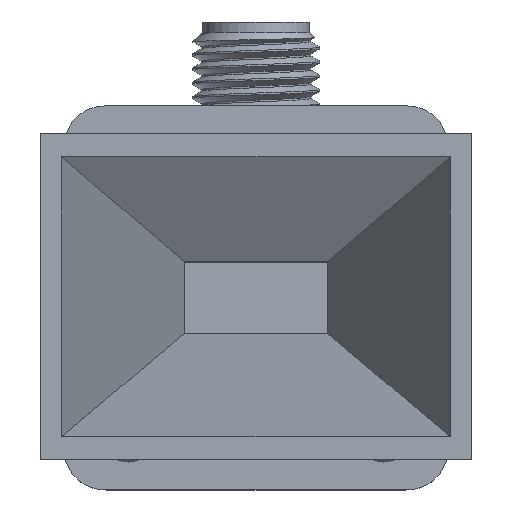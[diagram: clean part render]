
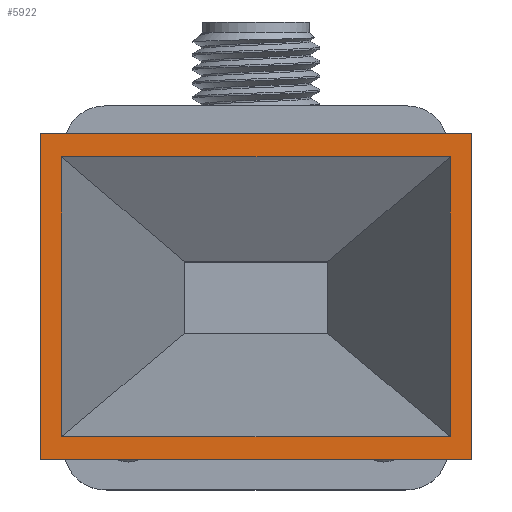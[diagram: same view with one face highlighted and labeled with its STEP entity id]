
A CAD part, top view. The second image highlights one B-rep face of the part: STEP entity #5922.
In plain terms, the highlighted planar face has unit normal (0, 0, 1).
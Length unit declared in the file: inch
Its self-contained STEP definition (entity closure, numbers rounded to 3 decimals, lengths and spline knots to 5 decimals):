
#101 = DIRECTION ( 'NONE',  ( 0., -1., 0. ) ) ;
#275 = VECTOR ( 'NONE', #101, 39.37008 ) ;
#278 = DIRECTION ( 'NONE',  ( 0., 1., 0. ) ) ;
#407 = LINE ( 'NONE', #1545, #5124 ) ;
#450 = FACE_OUTER_BOUND ( 'NONE', #1924, .T. ) ;
#467 = CARTESIAN_POINT ( 'NONE',  ( -0.33439, 0.42165, 2.8085 ) ) ;
#556 = DIRECTION ( 'NONE',  ( 0., -1., 0. ) ) ;
#694 = CARTESIAN_POINT ( 'NONE',  ( 0.31864, 0.42165, 2.8085 ) ) ;
#752 = VECTOR ( 'NONE', #278, 39.37008 ) ;
#774 = VECTOR ( 'NONE', #871, 39.37008 ) ;
#792 = VERTEX_POINT ( 'NONE', #6908 ) ;
#871 = DIRECTION ( 'NONE',  ( 0., 1., 0. ) ) ;
#1041 = PLANE ( 'NONE',  #3586 ) ;
#1118 = CARTESIAN_POINT ( 'NONE',  ( 0.27362, 0.37992, 2.8085 ) ) ;
#1240 = VERTEX_POINT ( 'NONE', #2543 ) ;
#1322 = ORIENTED_EDGE ( 'NONE', *, *, #5620, .T. ) ;
#1545 = CARTESIAN_POINT ( 'NONE',  ( 0., -0.37992, 2.8085 ) ) ;
#1682 = CARTESIAN_POINT ( 'NONE',  ( -0.31864, -0.42165, 2.8085 ) ) ;
#1694 = VECTOR ( 'NONE', #5300, 39.37008 ) ;
#1730 = VERTEX_POINT ( 'NONE', #4174 ) ;
#1758 = LINE ( 'NONE', #3133, #752 ) ;
#1880 = CARTESIAN_POINT ( 'NONE',  ( 0., -0.42165, 2.8085 ) ) ;
#1924 = EDGE_LOOP ( 'NONE', ( #6140, #6781, #5175, #3854 ) ) ;
#2059 = LINE ( 'NONE', #4330, #774 ) ;
#2098 = LINE ( 'NONE', #467, #4539 ) ;
#2150 = ORIENTED_EDGE ( 'NONE', *, *, #6502, .T. ) ;
#2154 = EDGE_CURVE ( 'NONE', #792, #4591, #3319, .T. ) ;
#2173 = DIRECTION ( 'NONE',  ( -1., 0., 0. ) ) ;
#2207 = CARTESIAN_POINT ( 'NONE',  ( 0., 0.37992, 2.8085 ) ) ;
#2543 = CARTESIAN_POINT ( 'NONE',  ( 0.27362, -0.37992, 2.8085 ) ) ;
#3133 = CARTESIAN_POINT ( 'NONE',  ( 0.31864, 0., 2.8085 ) ) ;
#3319 = LINE ( 'NONE', #2207, #4393 ) ;
#3496 = VERTEX_POINT ( 'NONE', #1682 ) ;
#3586 = AXIS2_PLACEMENT_3D ( 'NONE', #5045, #5649, #556 ) ;
#3826 = DIRECTION ( 'NONE',  ( -1., 0., 0. ) ) ;
#3836 = ORIENTED_EDGE ( 'NONE', *, *, #6680, .T. ) ;
#3854 = ORIENTED_EDGE ( 'NONE', *, *, #5428, .T. ) ;
#4174 = CARTESIAN_POINT ( 'NONE',  ( -0.31864, 0.42165, 2.8085 ) ) ;
#4330 = CARTESIAN_POINT ( 'NONE',  ( -0.27362, 0., 2.8085 ) ) ;
#4393 = VECTOR ( 'NONE', #6194, 39.37008 ) ;
#4539 = VECTOR ( 'NONE', #2173, 39.37008 ) ;
#4591 = VERTEX_POINT ( 'NONE', #1118 ) ;
#4665 = CARTESIAN_POINT ( 'NONE',  ( 0.27362, 0., 2.8085 ) ) ;
#4832 = EDGE_CURVE ( 'NONE', #1730, #3496, #5755, .T. ) ;
#4849 = ORIENTED_EDGE ( 'NONE', *, *, #2154, .T. ) ;
#4923 = EDGE_LOOP ( 'NONE', ( #1322, #3836, #4849, #2150 ) ) ;
#4936 = VECTOR ( 'NONE', #5188, 39.37008 ) ;
#4977 = VERTEX_POINT ( 'NONE', #694 ) ;
#5045 = CARTESIAN_POINT ( 'NONE',  ( 0., 0., 2.8085 ) ) ;
#5124 = VECTOR ( 'NONE', #3826, 39.37008 ) ;
#5175 = ORIENTED_EDGE ( 'NONE', *, *, #6542, .T. ) ;
#5188 = DIRECTION ( 'NONE',  ( 0., -1., 0. ) ) ;
#5300 = DIRECTION ( 'NONE',  ( 1., 0., 0. ) ) ;
#5428 = EDGE_CURVE ( 'NONE', #4977, #1730, #2098, .T. ) ;
#5620 = EDGE_CURVE ( 'NONE', #1240, #5664, #407, .T. ) ;
#5649 = DIRECTION ( 'NONE',  ( 0., 0., 1. ) ) ;
#5664 = VERTEX_POINT ( 'NONE', #6917 ) ;
#5755 = LINE ( 'NONE', #6274, #4936 ) ;
#5874 = LINE ( 'NONE', #1880, #1694 ) ;
#5922 = ADVANCED_FACE ( 'NONE', ( #450, #6179 ), #1041, .T. ) ;
#6039 = EDGE_CURVE ( 'NONE', #3496, #6551, #5874, .T. ) ;
#6140 = ORIENTED_EDGE ( 'NONE', *, *, #4832, .T. ) ;
#6179 = FACE_BOUND ( 'NONE', #4923, .T. ) ;
#6194 = DIRECTION ( 'NONE',  ( 1., 0., 0. ) ) ;
#6274 = CARTESIAN_POINT ( 'NONE',  ( -0.31864, -0.42165, 2.8085 ) ) ;
#6339 = LINE ( 'NONE', #4665, #275 ) ;
#6502 = EDGE_CURVE ( 'NONE', #4591, #1240, #6339, .T. ) ;
#6542 = EDGE_CURVE ( 'NONE', #6551, #4977, #1758, .T. ) ;
#6551 = VERTEX_POINT ( 'NONE', #7060 ) ;
#6680 = EDGE_CURVE ( 'NONE', #5664, #792, #2059, .T. ) ;
#6781 = ORIENTED_EDGE ( 'NONE', *, *, #6039, .T. ) ;
#6908 = CARTESIAN_POINT ( 'NONE',  ( -0.27362, 0.37992, 2.8085 ) ) ;
#6917 = CARTESIAN_POINT ( 'NONE',  ( -0.27362, -0.37992, 2.8085 ) ) ;
#7060 = CARTESIAN_POINT ( 'NONE',  ( 0.31864, -0.42165, 2.8085 ) ) ;
